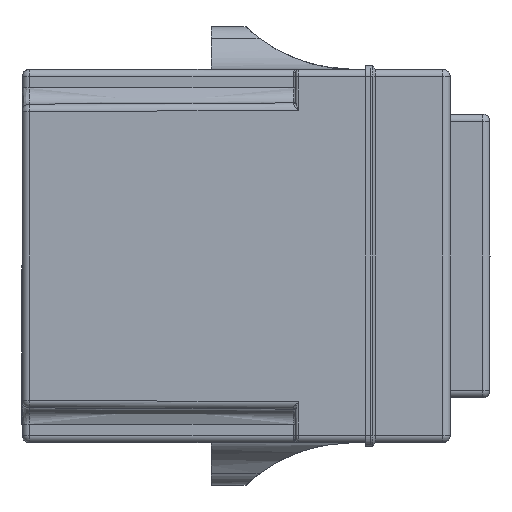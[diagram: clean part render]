
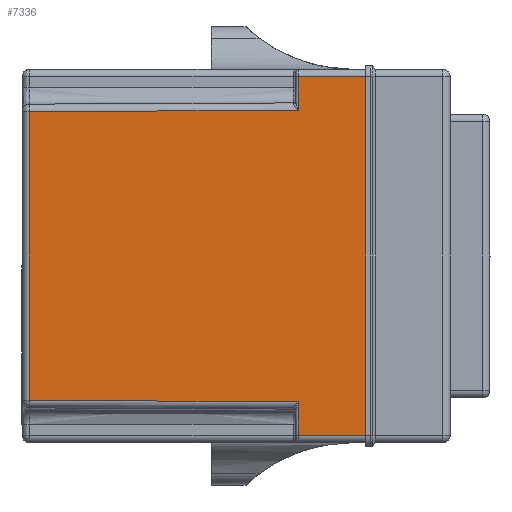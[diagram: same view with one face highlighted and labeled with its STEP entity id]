
A CAD part, front view. The second image highlights one B-rep face of the part: STEP entity #7336.
In plain terms, the highlighted planar face has unit normal (0, -1, 0).
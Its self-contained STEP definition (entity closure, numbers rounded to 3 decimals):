
#6560=CARTESIAN_POINT('',(-79.002,-180.999,-76.014));
#6561=VERTEX_POINT('',#6560);
#6569=CARTESIAN_POINT('',(-79.002,-180.999,40.014));
#6570=VERTEX_POINT('',#6569);
#6571=CARTESIAN_POINT('',(-79.002,-180.999,-76.014));
#6572=DIRECTION('',(0.0,0.0,1.0));
#6573=VECTOR('',#6572,116.027);
#6574=LINE('',#6571,#6573);
#6575=EDGE_CURVE('',#6561,#6570,#6574,.T.);
#7274=CARTESIAN_POINT('',(-60.002,-180.999,57.0));
#7275=DIRECTION('',(0.0,-1.0,0.0));
#7276=DIRECTION('',(0.0,0.0,-1.0));
#7277=AXIS2_PLACEMENT_3D('',#7274,#7275,#7276);
#7278=PLANE('',#7277);
#7279=CARTESIAN_POINT('',(57.998,-180.999,-90.0));
#7280=VERTEX_POINT('',#7279);
#7281=CARTESIAN_POINT('',(28.998,-180.999,-90.0));
#7282=VERTEX_POINT('',#7281);
#7283=CARTESIAN_POINT('',(57.998,-180.999,-90.0));
#7284=DIRECTION('',(-1.0,0.0,0.0));
#7285=VECTOR('',#7284,29.0);
#7286=LINE('',#7283,#7285);
#7287=EDGE_CURVE('',#7280,#7282,#7286,.T.);
#7288=ORIENTED_EDGE('',*,*,#7287,.F.);
#7289=CARTESIAN_POINT('',(57.998,-180.999,54.));
#7290=VERTEX_POINT('',#7289);
#7291=CARTESIAN_POINT('',(57.998,-180.999,54.));
#7292=DIRECTION('',(0.0,0.0,-1.0));
#7293=VECTOR('',#7292,144.0);
#7294=LINE('',#7291,#7293);
#7295=EDGE_CURVE('',#7290,#7280,#7294,.T.);
#7296=ORIENTED_EDGE('',*,*,#7295,.F.);
#7297=CARTESIAN_POINT('',(28.998,-180.999,54.));
#7298=VERTEX_POINT('',#7297);
#7299=CARTESIAN_POINT('',(28.998,-180.999,54.));
#7300=DIRECTION('',(1.0,0.0,0.0));
#7301=VECTOR('',#7300,29.0);
#7302=LINE('',#7299,#7301);
#7303=EDGE_CURVE('',#7298,#7290,#7302,.T.);
#7304=ORIENTED_EDGE('',*,*,#7303,.F.);
#7305=CARTESIAN_POINT('',(28.998,-180.999,40.505));
#7306=VERTEX_POINT('',#7305);
#7307=CARTESIAN_POINT('',(28.998,-180.999,40.505));
#7308=DIRECTION('',(0.0,0.0,1.0));
#7309=VECTOR('',#7308,13.495);
#7310=LINE('',#7307,#7309);
#7311=EDGE_CURVE('',#7306,#7298,#7310,.T.);
#7312=ORIENTED_EDGE('',*,*,#7311,.F.);
#7313=CARTESIAN_POINT('',(28.998,-180.999,40.505));
#7314=DIRECTION('',(-1.,0.0,-0.005));
#7315=VECTOR('',#7314,108.001);
#7316=LINE('',#7313,#7315);
#7317=EDGE_CURVE('',#7306,#6570,#7316,.T.);
#7318=ORIENTED_EDGE('',*,*,#7317,.T.);
#7319=ORIENTED_EDGE('',*,*,#6575,.F.);
#7320=CARTESIAN_POINT('',(28.998,-180.999,-76.505));
#7321=VERTEX_POINT('',#7320);
#7322=CARTESIAN_POINT('',(-79.002,-180.999,-76.014));
#7323=DIRECTION('',(1.,0.0,-0.005));
#7324=VECTOR('',#7323,108.001);
#7325=LINE('',#7322,#7324);
#7326=EDGE_CURVE('',#6561,#7321,#7325,.T.);
#7327=ORIENTED_EDGE('',*,*,#7326,.T.);
#7328=CARTESIAN_POINT('',(28.998,-180.999,-90.));
#7329=DIRECTION('',(0.0,0.0,1.0));
#7330=VECTOR('',#7329,13.495);
#7331=LINE('',#7328,#7330);
#7332=EDGE_CURVE('',#7282,#7321,#7331,.T.);
#7333=ORIENTED_EDGE('',*,*,#7332,.F.);
#7334=EDGE_LOOP('',(#7288,#7296,#7304,#7312,#7318,#7319,#7327,#7333));
#7335=FACE_OUTER_BOUND('',#7334,.T.);
#7336=ADVANCED_FACE('',(#7335),#7278,.T.);
